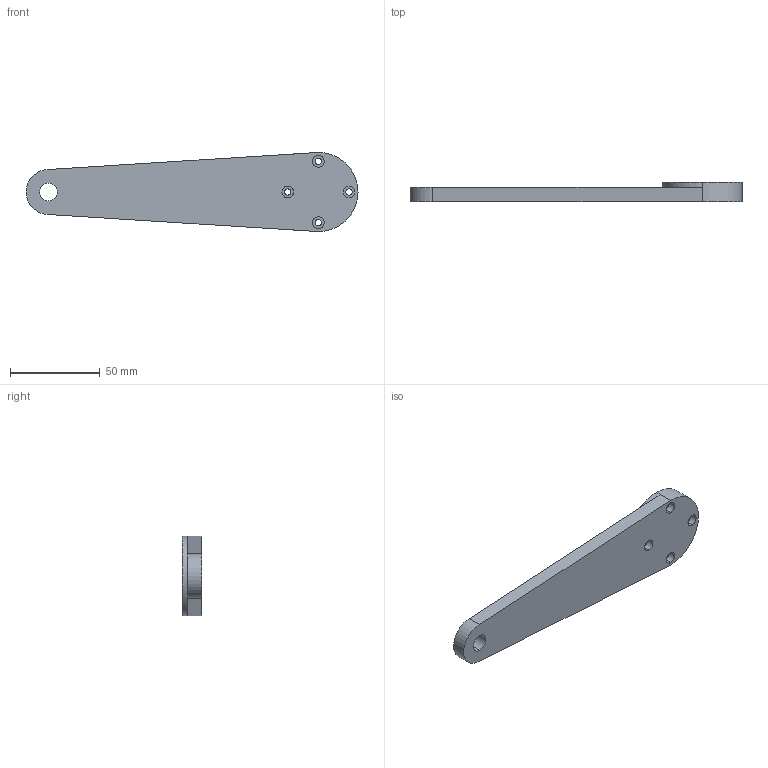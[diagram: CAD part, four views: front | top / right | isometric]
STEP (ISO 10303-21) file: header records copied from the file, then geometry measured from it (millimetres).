
FILE_DESCRIPTION (( 'STEP AP214' ), '1' );
FILE_NAME ('test arm.STEP', '2024-11-11T20:47:53', ( '' ), ( '' ), 'SwSTEP 2.0', 'SolidWorks 2023', '' );
FILE_SCHEMA (( 'AUTOMOTIVE_DESIGN' ));
Length unit declared in the file: millimetre
Products named in the file (1): test arm
Bounding box: 184.5 x 11 x 44 mm (x, y, z)
Volume: 52578.6 mm3; surface area: 16700.2 mm2
Topology: 1 solids, 1 shells, 32 faces, 74 edges, 48 vertices
Faces by surface type: cylinder 21, plane 11
Entity records: 973 total; most frequent: DIRECTION 184, CARTESIAN_POINT 155, ORIENTED_EDGE 148, AXIS2_PLACEMENT_3D 77, EDGE_CURVE 74, VERTEX_POINT 48, EDGE_LOOP 46, CIRCLE 44
